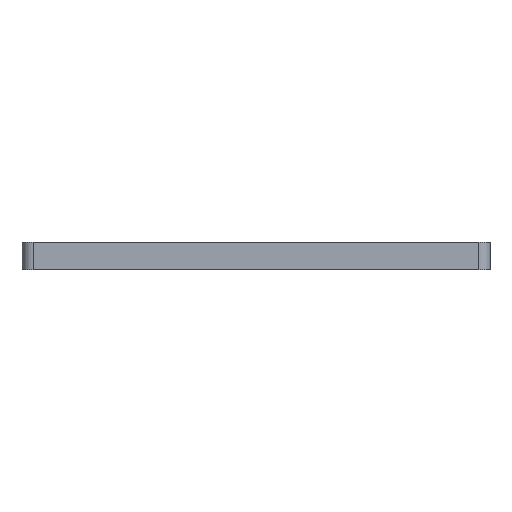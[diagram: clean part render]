
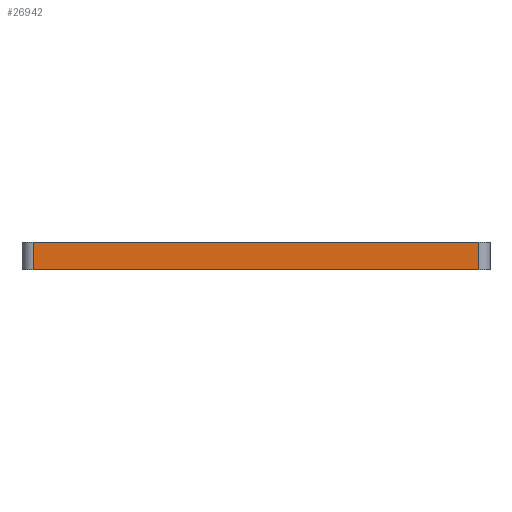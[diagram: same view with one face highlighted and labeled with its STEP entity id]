
A CAD part, left-side view. The second image highlights one B-rep face of the part: STEP entity #26942.
In plain terms, the highlighted planar face has unit normal (-1, 0, 0).
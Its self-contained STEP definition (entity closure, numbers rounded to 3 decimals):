
#44 = PLANE('',#45);
#45 = AXIS2_PLACEMENT_3D('',#46,#47,#48);
#46 = CARTESIAN_POINT('',(0.,0.,0.));
#47 = DIRECTION('',(0.,0.,1.));
#48 = DIRECTION('',(1.,0.,0.));
#72 = CYLINDRICAL_SURFACE('',#73,5.);
#73 = AXIS2_PLACEMENT_3D('',#74,#75,#76);
#74 = CARTESIAN_POINT('',(-100.,-100.,0.));
#75 = DIRECTION('',(0.,0.,1.));
#76 = DIRECTION('',(1.,0.,0.));
#100 = PLANE('',#101);
#101 = AXIS2_PLACEMENT_3D('',#102,#103,#104);
#102 = CARTESIAN_POINT('',(0.,0.,-12.5));
#103 = DIRECTION('',(0.,0.,1.));
#104 = DIRECTION('',(1.,0.,0.));
#141 = EDGE_CURVE('',#142,#144,#146,.T.);
#142 = VERTEX_POINT('',#143);
#143 = CARTESIAN_POINT('',(-105.,100.,0.));
#144 = VERTEX_POINT('',#145);
#145 = CARTESIAN_POINT('',(-105.,-100.,0.));
#146 = SURFACE_CURVE('',#147,(#151,#158),.PCURVE_S1.);
#147 = LINE('',#148,#149);
#148 = CARTESIAN_POINT('',(-105.,100.,0.));
#149 = VECTOR('',#150,1.);
#150 = DIRECTION('',(0.,-1.,0.));
#151 = PCURVE('',#44,#152);
#152 = DEFINITIONAL_REPRESENTATION('',(#153),#157);
#153 = LINE('',#154,#155);
#154 = CARTESIAN_POINT('',(-105.,100.));
#155 = VECTOR('',#156,1.);
#156 = DIRECTION('',(0.,-1.));
#157 = ( GEOMETRIC_REPRESENTATION_CONTEXT(2) 
PARAMETRIC_REPRESENTATION_CONTEXT() REPRESENTATION_CONTEXT('2D SPACE',''
  ) );
#158 = PCURVE('',#159,#164);
#159 = PLANE('',#160);
#160 = AXIS2_PLACEMENT_3D('',#161,#162,#163);
#161 = CARTESIAN_POINT('',(-105.,100.,0.));
#162 = DIRECTION('',(-1.,0.,0.));
#163 = DIRECTION('',(0.,-1.,0.));
#164 = DEFINITIONAL_REPRESENTATION('',(#165),#169);
#165 = LINE('',#166,#167);
#166 = CARTESIAN_POINT('',(0.,0.));
#167 = VECTOR('',#168,1.);
#168 = DIRECTION('',(1.,0.));
#169 = ( GEOMETRIC_REPRESENTATION_CONTEXT(2) 
PARAMETRIC_REPRESENTATION_CONTEXT() REPRESENTATION_CONTEXT('2D SPACE',''
  ) );
#542 = CYLINDRICAL_SURFACE('',#543,5.);
#543 = AXIS2_PLACEMENT_3D('',#544,#545,#546);
#544 = CARTESIAN_POINT('',(-100.,100.,0.));
#545 = DIRECTION('',(0.,0.,1.));
#546 = DIRECTION('',(1.,0.,0.));
#14848 = EDGE_CURVE('',#14849,#14851,#14853,.T.);
#14849 = VERTEX_POINT('',#14850);
#14850 = CARTESIAN_POINT('',(-105.,100.,-12.5));
#14851 = VERTEX_POINT('',#14852);
#14852 = CARTESIAN_POINT('',(-105.,-100.,-12.5));
#14853 = SURFACE_CURVE('',#14854,(#14858,#14865),.PCURVE_S1.);
#14854 = LINE('',#14855,#14856);
#14855 = CARTESIAN_POINT('',(-105.,100.,-12.5));
#14856 = VECTOR('',#14857,1.);
#14857 = DIRECTION('',(0.,-1.,0.));
#14858 = PCURVE('',#100,#14859);
#14859 = DEFINITIONAL_REPRESENTATION('',(#14860),#14864);
#14860 = LINE('',#14861,#14862);
#14861 = CARTESIAN_POINT('',(-105.,100.));
#14862 = VECTOR('',#14863,1.);
#14863 = DIRECTION('',(0.,-1.));
#14864 = ( GEOMETRIC_REPRESENTATION_CONTEXT(2) 
PARAMETRIC_REPRESENTATION_CONTEXT() REPRESENTATION_CONTEXT('2D SPACE',''
  ) );
#14865 = PCURVE('',#159,#14866);
#14866 = DEFINITIONAL_REPRESENTATION('',(#14867),#14871);
#14867 = LINE('',#14868,#14869);
#14868 = CARTESIAN_POINT('',(0.,-12.5));
#14869 = VECTOR('',#14870,1.);
#14870 = DIRECTION('',(1.,0.));
#14871 = ( GEOMETRIC_REPRESENTATION_CONTEXT(2) 
PARAMETRIC_REPRESENTATION_CONTEXT() REPRESENTATION_CONTEXT('2D SPACE',''
  ) );
#26919 = EDGE_CURVE('',#144,#14851,#26920,.T.);
#26920 = SURFACE_CURVE('',#26921,(#26925,#26932),.PCURVE_S1.);
#26921 = LINE('',#26922,#26923);
#26922 = CARTESIAN_POINT('',(-105.,-100.,0.));
#26923 = VECTOR('',#26924,1.);
#26924 = DIRECTION('',(-0.,-0.,-1.));
#26925 = PCURVE('',#72,#26926);
#26926 = DEFINITIONAL_REPRESENTATION('',(#26927),#26931);
#26927 = LINE('',#26928,#26929);
#26928 = CARTESIAN_POINT('',(3.142,0.));
#26929 = VECTOR('',#26930,1.);
#26930 = DIRECTION('',(0.,-1.));
#26931 = ( GEOMETRIC_REPRESENTATION_CONTEXT(2) 
PARAMETRIC_REPRESENTATION_CONTEXT() REPRESENTATION_CONTEXT('2D SPACE',''
  ) );
#26932 = PCURVE('',#159,#26933);
#26933 = DEFINITIONAL_REPRESENTATION('',(#26934),#26938);
#26934 = LINE('',#26935,#26936);
#26935 = CARTESIAN_POINT('',(200.,0.));
#26936 = VECTOR('',#26937,1.);
#26937 = DIRECTION('',(0.,-1.));
#26938 = ( GEOMETRIC_REPRESENTATION_CONTEXT(2) 
PARAMETRIC_REPRESENTATION_CONTEXT() REPRESENTATION_CONTEXT('2D SPACE',''
  ) );
#26942 = ADVANCED_FACE('',(#26943),#159,.T.);
#26943 = FACE_BOUND('',#26944,.T.);
#26944 = EDGE_LOOP('',(#26945,#26966,#26967,#26968));
#26945 = ORIENTED_EDGE('',*,*,#26946,.T.);
#26946 = EDGE_CURVE('',#142,#14849,#26947,.T.);
#26947 = SURFACE_CURVE('',#26948,(#26952,#26959),.PCURVE_S1.);
#26948 = LINE('',#26949,#26950);
#26949 = CARTESIAN_POINT('',(-105.,100.,0.));
#26950 = VECTOR('',#26951,1.);
#26951 = DIRECTION('',(-0.,-0.,-1.));
#26952 = PCURVE('',#159,#26953);
#26953 = DEFINITIONAL_REPRESENTATION('',(#26954),#26958);
#26954 = LINE('',#26955,#26956);
#26955 = CARTESIAN_POINT('',(0.,0.));
#26956 = VECTOR('',#26957,1.);
#26957 = DIRECTION('',(0.,-1.));
#26958 = ( GEOMETRIC_REPRESENTATION_CONTEXT(2) 
PARAMETRIC_REPRESENTATION_CONTEXT() REPRESENTATION_CONTEXT('2D SPACE',''
  ) );
#26959 = PCURVE('',#542,#26960);
#26960 = DEFINITIONAL_REPRESENTATION('',(#26961),#26965);
#26961 = LINE('',#26962,#26963);
#26962 = CARTESIAN_POINT('',(3.142,0.));
#26963 = VECTOR('',#26964,1.);
#26964 = DIRECTION('',(0.,-1.));
#26965 = ( GEOMETRIC_REPRESENTATION_CONTEXT(2) 
PARAMETRIC_REPRESENTATION_CONTEXT() REPRESENTATION_CONTEXT('2D SPACE',''
  ) );
#26966 = ORIENTED_EDGE('',*,*,#14848,.T.);
#26967 = ORIENTED_EDGE('',*,*,#26919,.F.);
#26968 = ORIENTED_EDGE('',*,*,#141,.F.);
